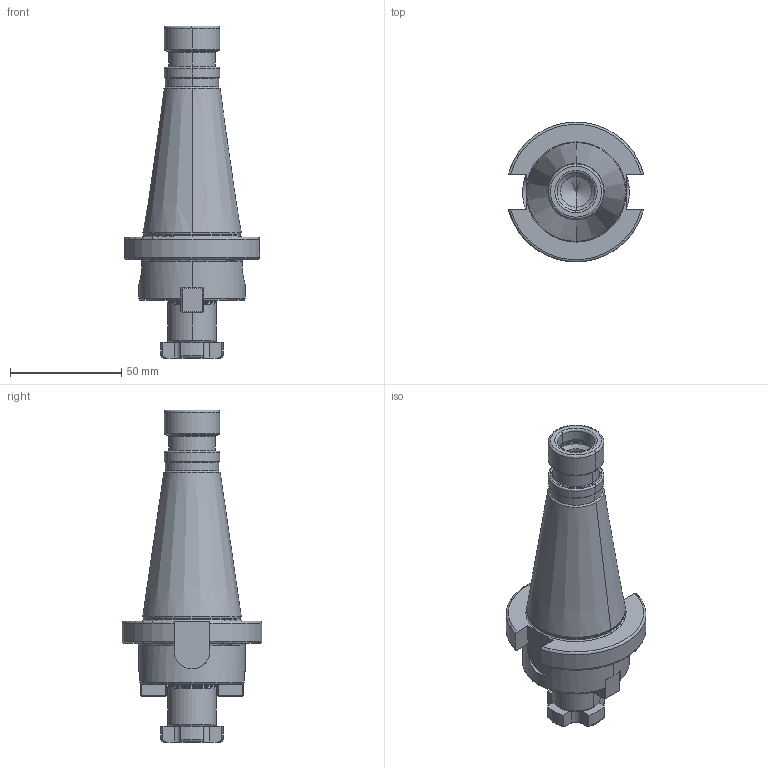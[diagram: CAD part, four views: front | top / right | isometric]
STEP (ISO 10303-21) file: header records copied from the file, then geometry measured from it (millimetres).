
FILE_DESCRIPTION((''),'2;1');
FILE_NAME('401_11_22','2020-09-04T',('103090'),(''),'CREO PARAMETRIC BY PTC INC, 2016260','CREO PARAMETRIC BY PTC INC, 2016260','');
FILE_SCHEMA(('CONFIG_CONTROL_DESIGN'));
Length unit declared in the file: millimetre
Products named in the file (1): 401_11_22
Bounding box: 60.91 x 62.76 x 149.4 mm (x, y, z)
Volume: 143074.3 mm3; surface area: 25965.5 mm2
Topology: 1 solids, 6 shells, 266 faces, 610 edges, 353 vertices
Faces by surface type: plane 116, cylinder 60, cone 48, torus 42
Entity records: 7728 total; most frequent: CARTESIAN_POINT 1642, DIRECTION 1330, ORIENTED_EDGE 1216, EDGE_CURVE 608, AXIS2_PLACEMENT_3D 509, VERTEX_POINT 353, VECTOR 312, LINE 312
